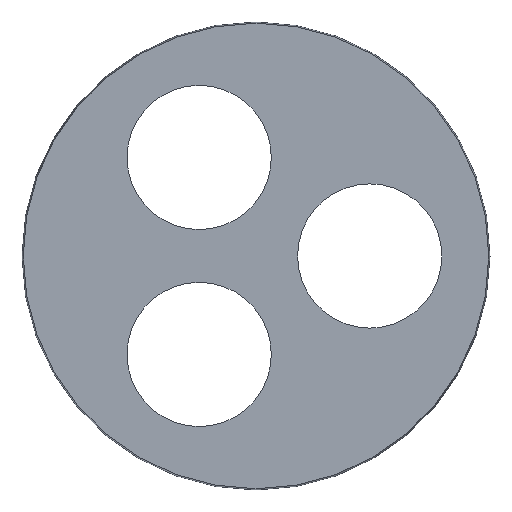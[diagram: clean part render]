
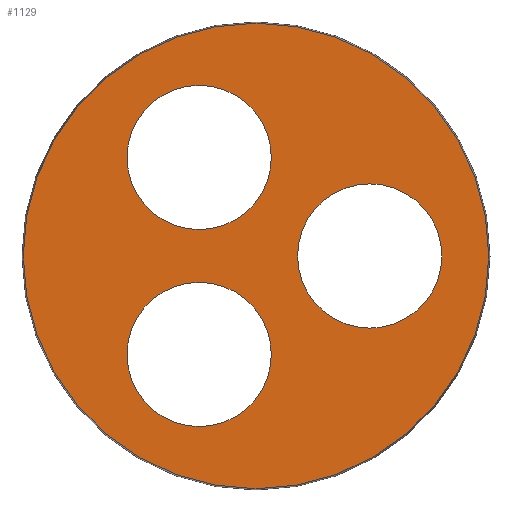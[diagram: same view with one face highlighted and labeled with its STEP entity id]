
A CAD part, top view. The second image highlights one B-rep face of the part: STEP entity #1129.
In plain terms, the highlighted planar face has unit normal (0, 0, 1).
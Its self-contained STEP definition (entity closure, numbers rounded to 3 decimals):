
#1129=ADVANCED_FACE('',(#2300,#2301,#2302,#2303),#2304,.T.);
#2300=FACE_OUTER_BOUND('',#4580,.T.);
#2301=FACE_BOUND('',#4581,.T.);
#2302=FACE_BOUND('',#4582,.T.);
#2303=FACE_BOUND('',#4583,.T.);
#2304=PLANE('',#4584);
#4580=EDGE_LOOP('',(#8075));
#4581=EDGE_LOOP('',(#8076));
#4582=EDGE_LOOP('',(#8077));
#4583=EDGE_LOOP('',(#8078));
#4584=AXIS2_PLACEMENT_3D('',#8079,#8080,#8081);
#8075=ORIENTED_EDGE('',*,*,#9582,.F.);
#8076=ORIENTED_EDGE('',*,*,#9143,.T.);
#8077=ORIENTED_EDGE('',*,*,#9156,.T.);
#8078=ORIENTED_EDGE('',*,*,#9125,.T.);
#8079=CARTESIAN_POINT('',(0.0,0.0,0.0));
#8080=DIRECTION('',(0.0,0.0,1.0));
#8081=DIRECTION('',(1.0,0.0,0.0));
#9125=EDGE_CURVE('',#10950,#10950,#10951,.T.);
#9143=EDGE_CURVE('',#10970,#10970,#10971,.T.);
#9156=EDGE_CURVE('',#10985,#10985,#10986,.T.);
#9582=EDGE_CURVE('',#11555,#11555,#11556,.T.);
#10950=VERTEX_POINT('',#14115);
#10951=CIRCLE('',#14116,7.676);
#10970=VERTEX_POINT('',#14162);
#10971=CIRCLE('',#14163,7.676);
#10985=VERTEX_POINT('',#14184);
#10986=CIRCLE('',#14185,7.676);
#11555=VERTEX_POINT('',#15194);
#11556=CIRCLE('',#15195,24.77);
#14115=CARTESIAN_POINT('',(12.1,-7.676,0.));
#14116=AXIS2_PLACEMENT_3D('',#16007,#16008,#16009);
#14162=CARTESIAN_POINT('',(-6.05,-18.155,0.));
#14163=AXIS2_PLACEMENT_3D('',#16016,#16017,#16018);
#14184=CARTESIAN_POINT('',(-6.05,2.803,0.));
#14185=AXIS2_PLACEMENT_3D('',#16029,#16030,#16031);
#15194=CARTESIAN_POINT('',(24.77,0.,0.0));
#15195=AXIS2_PLACEMENT_3D('',#16414,#16415,#16416);
#16007=CARTESIAN_POINT('',(12.1,0.,0.));
#16008=DIRECTION('',(0.0,0.0,-1.0));
#16009=DIRECTION('',(0.0,-1.0,0.0));
#16016=CARTESIAN_POINT('',(-6.05,-10.479,0.));
#16017=DIRECTION('',(0.0,0.0,-1.0));
#16018=DIRECTION('',(0.0,-1.0,0.0));
#16029=CARTESIAN_POINT('',(-6.05,10.479,0.));
#16030=DIRECTION('',(0.0,0.0,-1.0));
#16031=DIRECTION('',(0.0,-1.0,0.0));
#16414=CARTESIAN_POINT('',(0.0,0.0,0.0));
#16415=DIRECTION('',(0.0,0.0,-1.0));
#16416=DIRECTION('',(1.0,0.0,0.0));
